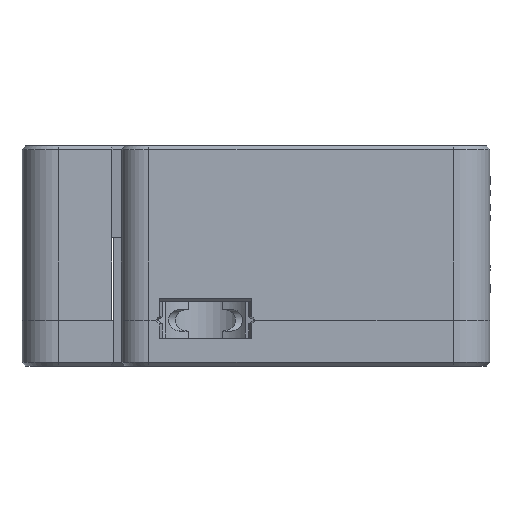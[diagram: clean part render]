
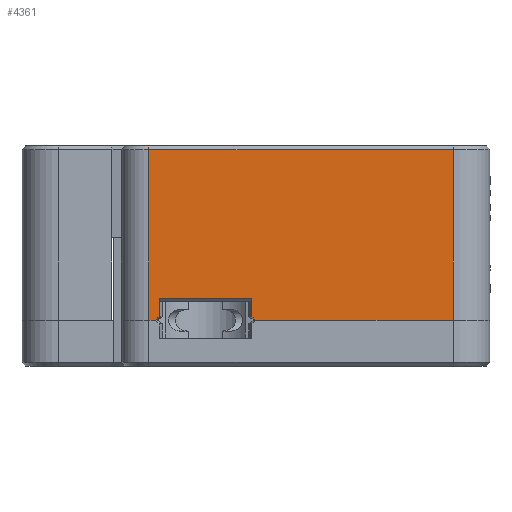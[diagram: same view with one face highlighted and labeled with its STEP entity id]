
A CAD part, left-side view. The second image highlights one B-rep face of the part: STEP entity #4361.
In plain terms, the highlighted planar face has unit normal (-1, 0, 0).
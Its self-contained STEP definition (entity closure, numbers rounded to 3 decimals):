
#292 = CARTESIAN_POINT ( 'NONE',  ( -11.3, 5.05, 2.4 ) ) ;
#312 = VECTOR ( 'NONE', #7704, 1000. ) ;
#381 = VERTEX_POINT ( 'NONE', #14294 ) ;
#466 = CARTESIAN_POINT ( 'NONE',  ( -11.3, -27., 93.495 ) ) ;
#537 = CARTESIAN_POINT ( 'NONE',  ( -11.3, 5.05, -2. ) ) ;
#1046 = LINE ( 'NONE', #11457, #14218 ) ;
#1202 = EDGE_CURVE ( 'NONE', #2813, #13937, #9371, .T. ) ;
#1555 = LINE ( 'NONE', #6079, #3016 ) ;
#1607 = EDGE_CURVE ( 'NONE', #10646, #12244, #10281, .T. ) ;
#1685 = CARTESIAN_POINT ( 'NONE',  ( -11.3, -5.05, 0.4 ) ) ;
#1689 = LINE ( 'NONE', #466, #10461 ) ;
#1691 = FACE_OUTER_BOUND ( 'NONE', #6046, .T. ) ;
#1783 = CARTESIAN_POINT ( 'NONE',  ( -11.3, 6.173, 18.6 ) ) ;
#1852 = DIRECTION ( 'NONE',  ( 1., 0., 0. ) ) ;
#1999 = VERTEX_POINT ( 'NONE', #11494 ) ;
#2123 = CARTESIAN_POINT ( 'NONE',  ( -11.3, -27., 0. ) ) ;
#2601 = VERTEX_POINT ( 'NONE', #5388 ) ;
#2786 = ORIENTED_EDGE ( 'NONE', *, *, #1202, .F. ) ;
#2813 = VERTEX_POINT ( 'NONE', #11602 ) ;
#2849 = ORIENTED_EDGE ( 'NONE', *, *, #1607, .T. ) ;
#2930 = DIRECTION ( 'NONE',  ( 0., 0., 1. ) ) ;
#2954 = LINE ( 'NONE', #13485, #312 ) ;
#3016 = VECTOR ( 'NONE', #9719, 1000. ) ;
#3189 = CARTESIAN_POINT ( 'NONE',  ( -11.3, 5.45, 0. ) ) ;
#4010 = DIRECTION ( 'NONE',  ( 0., 0., 1. ) ) ;
#4145 = VECTOR ( 'NONE', #10255, 1000. ) ;
#4361 = ADVANCED_FACE ( 'NONE', ( #1691 ), #13613, .F. ) ;
#4574 = AXIS2_PLACEMENT_3D ( 'NONE', #12444, #1852, #11345 ) ;
#5187 = ORIENTED_EDGE ( 'NONE', *, *, #15055, .T. ) ;
#5273 = ORIENTED_EDGE ( 'NONE', *, *, #13623, .T. ) ;
#5388 = CARTESIAN_POINT ( 'NONE',  ( -11.3, -27., 18.6 ) ) ;
#6046 = EDGE_LOOP ( 'NONE', ( #14827, #13093, #14238, #15216, #9270, #2786, #5273, #2849, #8993, #5187 ) ) ;
#6079 = CARTESIAN_POINT ( 'NONE',  ( -11.3, -5.05, 2.4 ) ) ;
#6134 = LINE ( 'NONE', #8302, #12090 ) ;
#6344 = EDGE_CURVE ( 'NONE', #13620, #2601, #1689, .T. ) ;
#6438 = LINE ( 'NONE', #537, #6907 ) ;
#6874 = DIRECTION ( 'NONE',  ( 0., -1., 0. ) ) ;
#6907 = VECTOR ( 'NONE', #2930, 1000. ) ;
#6935 = VERTEX_POINT ( 'NONE', #6946 ) ;
#6946 = CARTESIAN_POINT ( 'NONE',  ( -11.3, -5.05, 2.4 ) ) ;
#7043 = CARTESIAN_POINT ( 'NONE',  ( -11.3, 6.173, -5. ) ) ;
#7704 = DIRECTION ( 'NONE',  ( 0., -1., 0. ) ) ;
#7776 = DIRECTION ( 'NONE',  ( 0., 1., 0. ) ) ;
#7942 = DIRECTION ( 'NONE',  ( 0., -0.707, 0.707 ) ) ;
#8302 = CARTESIAN_POINT ( 'NONE',  ( -11.3, -5.05, -2. ) ) ;
#8783 = VECTOR ( 'NONE', #7942, 1000. ) ;
#8993 = ORIENTED_EDGE ( 'NONE', *, *, #11617, .T. ) ;
#9270 = ORIENTED_EDGE ( 'NONE', *, *, #15235, .T. ) ;
#9371 = LINE ( 'NONE', #7043, #14695 ) ;
#9657 = EDGE_CURVE ( 'NONE', #1999, #6935, #6134, .T. ) ;
#9719 = DIRECTION ( 'NONE',  ( 0., -1., 0. ) ) ;
#9937 = LINE ( 'NONE', #1685, #4145 ) ;
#10034 = LINE ( 'NONE', #1783, #13959 ) ;
#10255 = DIRECTION ( 'NONE',  ( 0., -0.707, -0.707 ) ) ;
#10281 = LINE ( 'NONE', #13643, #8783 ) ;
#10461 = VECTOR ( 'NONE', #4010, 1000. ) ;
#10646 = VERTEX_POINT ( 'NONE', #3189 ) ;
#11345 = DIRECTION ( 'NONE',  ( 0., 1., 0. ) ) ;
#11457 = CARTESIAN_POINT ( 'NONE',  ( -11.3, 20., 0. ) ) ;
#11494 = CARTESIAN_POINT ( 'NONE',  ( -11.3, -5.05, 0.4 ) ) ;
#11596 = EDGE_CURVE ( 'NONE', #1999, #381, #9937, .T. ) ;
#11602 = CARTESIAN_POINT ( 'NONE',  ( -11.3, 6.173, 0. ) ) ;
#11617 = EDGE_CURVE ( 'NONE', #12244, #12920, #6438, .T. ) ;
#11785 = DIRECTION ( 'NONE',  ( 0., 0., 1. ) ) ;
#12090 = VECTOR ( 'NONE', #13069, 1000. ) ;
#12244 = VERTEX_POINT ( 'NONE', #13118 ) ;
#12444 = CARTESIAN_POINT ( 'NONE',  ( -11.3, 20., 93.495 ) ) ;
#12920 = VERTEX_POINT ( 'NONE', #292 ) ;
#13069 = DIRECTION ( 'NONE',  ( 0., 0., 1. ) ) ;
#13093 = ORIENTED_EDGE ( 'NONE', *, *, #11596, .T. ) ;
#13118 = CARTESIAN_POINT ( 'NONE',  ( -11.3, 5.05, 0.4 ) ) ;
#13485 = CARTESIAN_POINT ( 'NONE',  ( -11.3, 20., 0. ) ) ;
#13613 = PLANE ( 'NONE',  #4574 ) ;
#13620 = VERTEX_POINT ( 'NONE', #2123 ) ;
#13623 = EDGE_CURVE ( 'NONE', #2813, #10646, #1046, .T. ) ;
#13632 = CARTESIAN_POINT ( 'NONE',  ( -11.3, 6.173, 18.6 ) ) ;
#13643 = CARTESIAN_POINT ( 'NONE',  ( -11.3, 5.05, 0.4 ) ) ;
#13937 = VERTEX_POINT ( 'NONE', #13632 ) ;
#13939 = EDGE_CURVE ( 'NONE', #381, #13620, #2954, .T. ) ;
#13959 = VECTOR ( 'NONE', #7776, 1000. ) ;
#14218 = VECTOR ( 'NONE', #6874, 1000. ) ;
#14238 = ORIENTED_EDGE ( 'NONE', *, *, #13939, .T. ) ;
#14294 = CARTESIAN_POINT ( 'NONE',  ( -11.3, -5.45, 0. ) ) ;
#14695 = VECTOR ( 'NONE', #11785, 1000. ) ;
#14827 = ORIENTED_EDGE ( 'NONE', *, *, #9657, .F. ) ;
#15055 = EDGE_CURVE ( 'NONE', #12920, #6935, #1555, .T. ) ;
#15216 = ORIENTED_EDGE ( 'NONE', *, *, #6344, .T. ) ;
#15235 = EDGE_CURVE ( 'NONE', #2601, #13937, #10034, .T. ) ;
